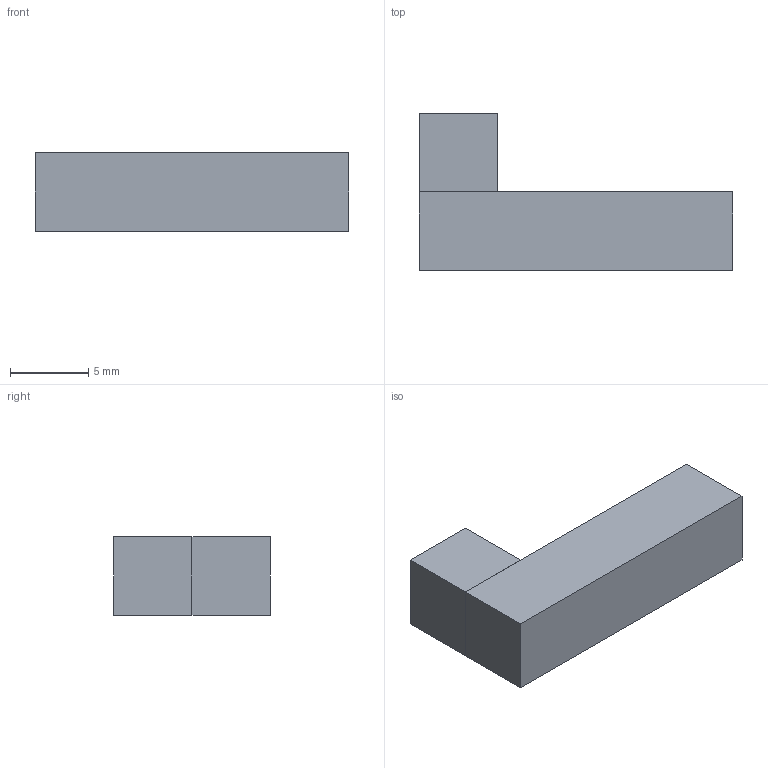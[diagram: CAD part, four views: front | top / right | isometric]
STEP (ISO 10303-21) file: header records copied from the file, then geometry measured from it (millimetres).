
FILE_DESCRIPTION( ( 'STEP Version 203' ), '1' );
FILE_NAME( '7.8.7.stp', '03/31/20 18:29:03', ( 'Administrator' ), ( ' ' ), 'PSStep 17.0.49', 'DesignModeler STEP Output', ' ' );
FILE_SCHEMA( ( 'CONFIG_CONTROL_DESIGN' ) );
Length unit declared in the file: metre
Products named in the file (2): 1; 2
Bounding box: 20 x 10 x 5 mm (x, y, z)
Volume: 625 mm3; surface area: 600 mm2
Topology: 2 solids, 2 shells, 12 faces, 24 edges, 16 vertices
Faces by surface type: plane 12
Entity records: 375 total; most frequent: CARTESIAN_POINT 54, DIRECTION 52, ORIENTED_EDGE 48, EDGE_CURVE 24, LINE 24, VECTOR 24, VERTEX_POINT 16, AXIS2_PLACEMENT_3D 14
